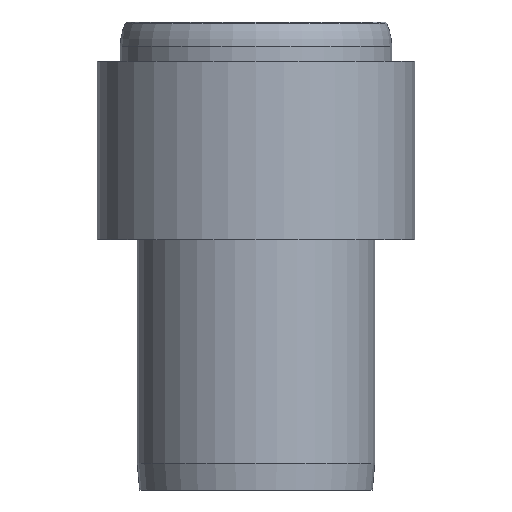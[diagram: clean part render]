
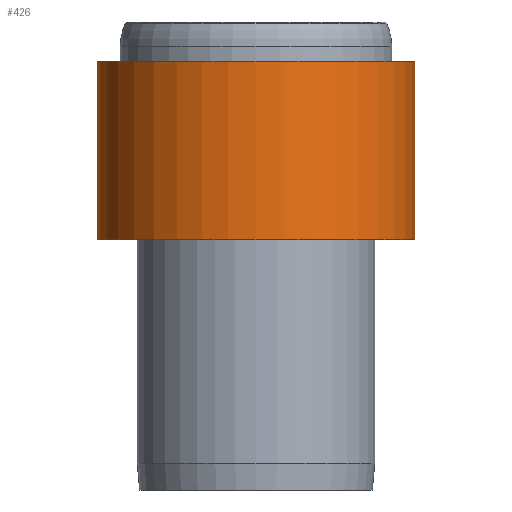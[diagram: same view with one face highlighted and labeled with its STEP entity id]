
A CAD part, front view. The second image highlights one B-rep face of the part: STEP entity #426.
In plain terms, the highlighted cylindrical face has radius 889 mm (diameter 1778 mm), a full revolution.
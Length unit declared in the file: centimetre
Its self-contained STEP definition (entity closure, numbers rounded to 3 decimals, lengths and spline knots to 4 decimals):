
#48=FACE_OUTER_BOUND('',#76,.T.);
#76=EDGE_LOOP('',(#290,#291,#292,#293));
#109=LINE('',#723,#121);
#121=VECTOR('',#547,88.9);
#133=CIRCLE('',#459,88.9);
#134=CIRCLE('',#460,88.9);
#185=VERTEX_POINT('',#720);
#186=VERTEX_POINT('',#722);
#226=EDGE_CURVE('',#185,#185,#133,.T.);
#227=EDGE_CURVE('',#185,#186,#109,.T.);
#228=EDGE_CURVE('',#186,#186,#134,.T.);
#290=ORIENTED_EDGE('',*,*,#226,.F.);
#291=ORIENTED_EDGE('',*,*,#227,.T.);
#292=ORIENTED_EDGE('',*,*,#228,.T.);
#293=ORIENTED_EDGE('',*,*,#227,.F.);
#418=CYLINDRICAL_SURFACE('',#458,88.9);
#426=ADVANCED_FACE('',(#48),#418,.T.);
#458=AXIS2_PLACEMENT_3D('',#719,#543,#544);
#459=AXIS2_PLACEMENT_3D('',#721,#545,#546);
#460=AXIS2_PLACEMENT_3D('',#724,#548,#549);
#543=DIRECTION('center_axis',(0.,0.,-1.));
#544=DIRECTION('ref_axis',(1.,0.,0.));
#545=DIRECTION('center_axis',(0.,0.,-1.));
#546=DIRECTION('ref_axis',(1.,0.,0.));
#547=DIRECTION('',(0.,0.,1.));
#548=DIRECTION('center_axis',(0.,0.,-1.));
#549=DIRECTION('ref_axis',(1.,0.,0.));
#719=CARTESIAN_POINT('Origin',(0.,0.,190.));
#720=CARTESIAN_POINT('',(-88.9,0.,140.));
#721=CARTESIAN_POINT('Origin',(0.,0.,140.));
#722=CARTESIAN_POINT('',(-88.9,0.,240.));
#723=CARTESIAN_POINT('',(-88.9,0.,190.));
#724=CARTESIAN_POINT('Origin',(0.,0.,240.));
